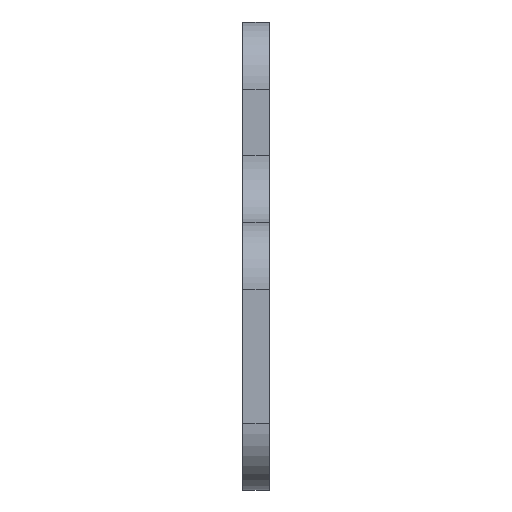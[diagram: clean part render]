
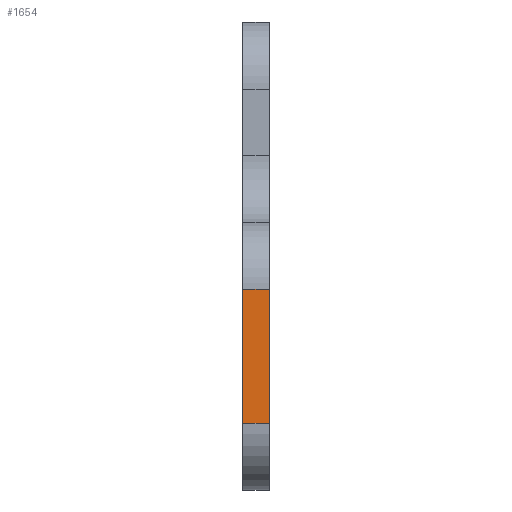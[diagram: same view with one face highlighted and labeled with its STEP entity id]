
A CAD part, front view. The second image highlights one B-rep face of the part: STEP entity #1654.
In plain terms, the highlighted free-form (B-spline) face has degree [1, 1] with [2, 2] control points.
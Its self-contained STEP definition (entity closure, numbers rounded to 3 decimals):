
#1584=CARTESIAN_POINT('',(0.0,-48.5,-5.0));
#1585=VERTEX_POINT('',#1584);
#1602=CARTESIAN_POINT('',(2.0,-48.5,-5.0));
#1603=VERTEX_POINT('',#1602);
#1619=CARTESIAN_POINT('',(2.0,-48.5,-5.0));
#1620=CARTESIAN_POINT('',(0.0,-48.5,-5.0));
#1621=QUASI_UNIFORM_CURVE('',1,(#1619,#1620),.UNSPECIFIED.,.F.,.U.);
#1622=EDGE_CURVE('',#1603,#1585,#1621,.T.);
#1627=CARTESIAN_POINT('',(-0.1,-48.5,5.499));
#1628=CARTESIAN_POINT('',(-0.1,-48.5,-5.5));
#1629=CARTESIAN_POINT('',(2.1,-48.5,5.499));
#1630=CARTESIAN_POINT('',(2.1,-48.5,-5.5));
#1631=B_SPLINE_SURFACE_WITH_KNOTS('',1,1,((#1627,#1629),(#1628,#1630)),.UNSPECIFIED.,.F.,.F.,.U.,(2,2),(2,2),(0.0,10.999),(0.0,2.2),.UNSPECIFIED.);
#1632=CARTESIAN_POINT('',(0.0,-48.5,5.0));
#1633=VERTEX_POINT('',#1632);
#1634=CARTESIAN_POINT('',(0.0,-48.5,-5.0));
#1635=CARTESIAN_POINT('',(0.0,-48.5,5.0));
#1636=QUASI_UNIFORM_CURVE('',1,(#1634,#1635),.UNSPECIFIED.,.F.,.U.);
#1637=EDGE_CURVE('',#1585,#1633,#1636,.T.);
#1638=ORIENTED_EDGE('',*,*,#1637,.F.);
#1639=ORIENTED_EDGE('',*,*,#1622,.F.);
#1640=CARTESIAN_POINT('',(2.0,-48.5,5.0));
#1641=VERTEX_POINT('',#1640);
#1642=CARTESIAN_POINT('',(2.0,-48.5,-5.0));
#1643=CARTESIAN_POINT('',(2.0,-48.5,5.0));
#1644=QUASI_UNIFORM_CURVE('',1,(#1642,#1643),.UNSPECIFIED.,.F.,.U.);
#1645=EDGE_CURVE('',#1603,#1641,#1644,.T.);
#1646=ORIENTED_EDGE('',*,*,#1645,.T.);
#1647=CARTESIAN_POINT('',(2.0,-48.5,5.0));
#1648=CARTESIAN_POINT('',(0.0,-48.5,5.0));
#1649=QUASI_UNIFORM_CURVE('',1,(#1647,#1648),.UNSPECIFIED.,.F.,.U.);
#1650=EDGE_CURVE('',#1641,#1633,#1649,.T.);
#1651=ORIENTED_EDGE('',*,*,#1650,.T.);
#1652=EDGE_LOOP('',(#1638,#1639,#1646,#1651));
#1653=FACE_OUTER_BOUND('',#1652,.T.);
#1654=ADVANCED_FACE('',(#1653),#1631,.T.);
